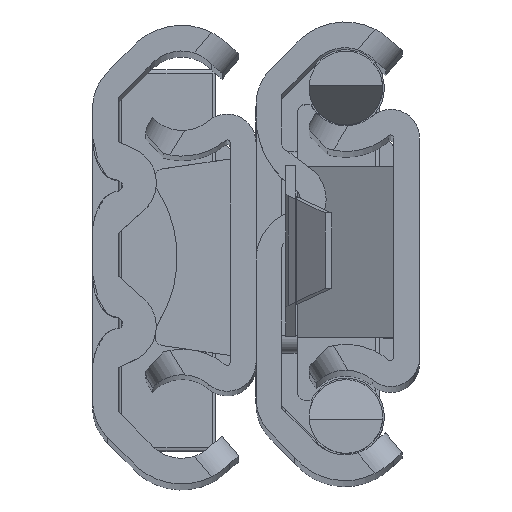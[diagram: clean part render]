
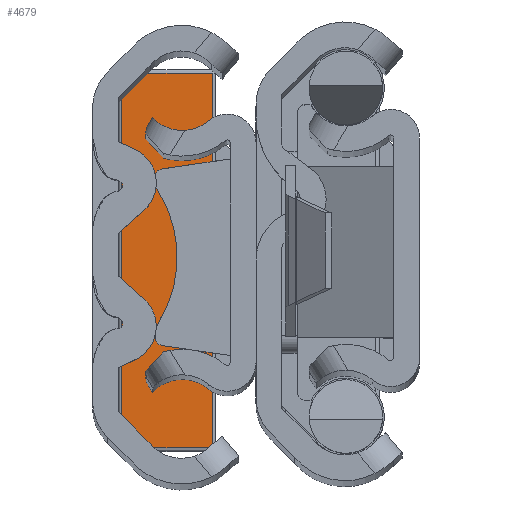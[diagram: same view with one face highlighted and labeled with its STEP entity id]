
A CAD part, top view. The second image highlights one B-rep face of the part: STEP entity #4679.
In plain terms, the highlighted planar face has unit normal (0, 0, 1).
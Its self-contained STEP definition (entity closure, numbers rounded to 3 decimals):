
#69 = VERTEX_POINT ( 'NONE', #10506 ) ;
#566 = VERTEX_POINT ( 'NONE', #9026 ) ;
#800 = ORIENTED_EDGE ( 'NONE', *, *, #5379, .T. ) ;
#1097 = CARTESIAN_POINT ( 'NONE',  ( -10.95, 5.7, 3.25 ) ) ;
#1224 = DIRECTION ( 'NONE',  ( -1., 0., 0. ) ) ;
#1289 = CARTESIAN_POINT ( 'NONE',  ( -10.95, 5.5, 3.25 ) ) ;
#1806 = DIRECTION ( 'NONE',  ( -1., 0., 0. ) ) ;
#1928 = CARTESIAN_POINT ( 'NONE',  ( -10.95, 0.2, 3.25 ) ) ;
#2615 = DIRECTION ( 'NONE',  ( 0., 1., 0. ) ) ;
#2922 = VERTEX_POINT ( 'NONE', #1928 ) ;
#3096 = LINE ( 'NONE', #1097, #7921 ) ;
#3509 = ORIENTED_EDGE ( 'NONE', *, *, #8760, .T. ) ;
#4679 = ADVANCED_FACE ( 'NONE', ( #9589 ), #10538, .F. ) ;
#4681 = CARTESIAN_POINT ( 'NONE',  ( 10.95, 5.7, 3.25 ) ) ;
#4877 = ORIENTED_EDGE ( 'NONE', *, *, #9088, .T. ) ;
#5140 = VECTOR ( 'NONE', #2615, 1000. ) ;
#5379 = EDGE_CURVE ( 'NONE', #566, #11477, #9289, .T. ) ;
#6509 = CARTESIAN_POINT ( 'NONE',  ( -11.15, 5.7, 3.25 ) ) ;
#7921 = VECTOR ( 'NONE', #9405, 1000. ) ;
#8195 = AXIS2_PLACEMENT_3D ( 'NONE', #6509, #10739, #1224 ) ;
#8760 = EDGE_CURVE ( 'NONE', #2922, #69, #12892, .T. ) ;
#8868 = CARTESIAN_POINT ( 'NONE',  ( -11.15, 0.2, 3.25 ) ) ;
#9026 = CARTESIAN_POINT ( 'NONE',  ( 10.95, 5.5, 3.25 ) ) ;
#9088 = EDGE_CURVE ( 'NONE', #11477, #2922, #3096, .T. ) ;
#9289 = LINE ( 'NONE', #10164, #10169 ) ;
#9405 = DIRECTION ( 'NONE',  ( 0., -1., 0. ) ) ;
#9589 = FACE_OUTER_BOUND ( 'NONE', #11685, .T. ) ;
#10164 = CARTESIAN_POINT ( 'NONE',  ( -11.15, 5.5, 3.25 ) ) ;
#10169 = VECTOR ( 'NONE', #1806, 1000. ) ;
#10506 = CARTESIAN_POINT ( 'NONE',  ( 10.95, 0.2, 3.25 ) ) ;
#10538 = PLANE ( 'NONE',  #8195 ) ;
#10739 = DIRECTION ( 'NONE',  ( 0., 0., -1. ) ) ;
#11183 = EDGE_CURVE ( 'NONE', #69, #566, #13016, .T. ) ;
#11477 = VERTEX_POINT ( 'NONE', #1289 ) ;
#11627 = VECTOR ( 'NONE', #11801, 1000. ) ;
#11685 = EDGE_LOOP ( 'NONE', ( #800, #4877, #3509, #11842 ) ) ;
#11801 = DIRECTION ( 'NONE',  ( 1., 0., 0. ) ) ;
#11842 = ORIENTED_EDGE ( 'NONE', *, *, #11183, .T. ) ;
#12892 = LINE ( 'NONE', #8868, #11627 ) ;
#13016 = LINE ( 'NONE', #4681, #5140 ) ;
